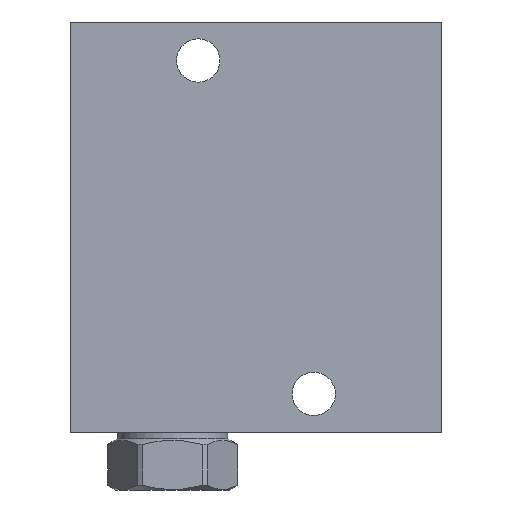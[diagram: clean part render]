
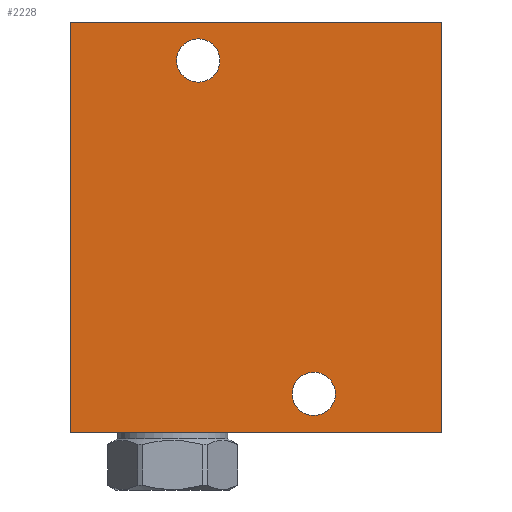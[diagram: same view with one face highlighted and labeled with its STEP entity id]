
A CAD part, front view. The second image highlights one B-rep face of the part: STEP entity #2228.
In plain terms, the highlighted planar face has unit normal (0, -1, 0).
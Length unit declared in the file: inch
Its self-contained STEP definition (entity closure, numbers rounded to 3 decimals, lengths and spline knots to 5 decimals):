
#5=DIRECTION('',(1.,0.,0.));
#6=VECTOR('',#5,3.625);
#7=CARTESIAN_POINT('',(0.,-1.5,0.));
#8=LINE('',#7,#6);
#75=DIRECTION('',(0.,0.,1.));
#76=VECTOR('',#75,4.);
#77=CARTESIAN_POINT('',(3.625,-1.5,0.));
#78=LINE('',#77,#76);
#99=DIRECTION('',(0.,0.,1.));
#100=VECTOR('',#99,4.);
#101=CARTESIAN_POINT('',(0.,-1.5,0.));
#102=LINE('',#101,#100);
#103=CARTESIAN_POINT('',(1.25,-1.5,3.625));
#104=DIRECTION('',(0.,-1.,0.));
#105=DIRECTION('',(-1.,0.,0.));
#106=AXIS2_PLACEMENT_3D('',#103,#104,#105);
#108=CARTESIAN_POINT('',(1.25,-1.5,3.625));
#109=DIRECTION('',(0.,-1.,0.));
#110=DIRECTION('',(1.,0.,0.));
#111=AXIS2_PLACEMENT_3D('',#108,#109,#110);
#113=CARTESIAN_POINT('',(2.375,-1.5,0.375));
#114=DIRECTION('',(0.,-1.,0.));
#115=DIRECTION('',(-1.,0.,0.));
#116=AXIS2_PLACEMENT_3D('',#113,#114,#115);
#118=CARTESIAN_POINT('',(2.375,-1.5,0.375));
#119=DIRECTION('',(0.,-1.,0.));
#120=DIRECTION('',(1.,0.,0.));
#121=AXIS2_PLACEMENT_3D('',#118,#119,#120);
#135=DIRECTION('',(1.,0.,0.));
#136=VECTOR('',#135,3.625);
#137=CARTESIAN_POINT('',(0.,-1.5,4.));
#138=LINE('',#137,#136);
#1837=CARTESIAN_POINT('',(0.,-1.5,0.));
#1839=VERTEX_POINT('',#1837);
#1840=CARTESIAN_POINT('',(3.625,-1.5,0.));
#1841=VERTEX_POINT('',#1840);
#1845=CARTESIAN_POINT('',(0.,-1.5,4.));
#1847=VERTEX_POINT('',#1845);
#1848=CARTESIAN_POINT('',(3.625,-1.5,4.));
#1849=VERTEX_POINT('',#1848);
#1991=CARTESIAN_POINT('',(1.039,-1.5,3.625));
#1992=CARTESIAN_POINT('',(1.461,-1.5,3.625));
#1993=VERTEX_POINT('',#1991);
#1994=VERTEX_POINT('',#1992);
#1999=CARTESIAN_POINT('',(2.164,-1.5,0.375));
#2000=CARTESIAN_POINT('',(2.586,-1.5,0.375));
#2001=VERTEX_POINT('',#1999);
#2002=VERTEX_POINT('',#2000);
#2204=CARTESIAN_POINT('',(0.,-1.5,0.));
#2205=DIRECTION('',(0.,-1.,0.));
#2206=DIRECTION('',(1.,0.,0.));
#2207=AXIS2_PLACEMENT_3D('',#2204,#2205,#2206);
#2208=PLANE('',#2207);
#2209=ORIENTED_EDGE('',*,*,#2110,.F.);
#2210=ORIENTED_EDGE('',*,*,#2135,.T.);
#2212=ORIENTED_EDGE('',*,*,#2211,.T.);
#2213=ORIENTED_EDGE('',*,*,#2184,.F.);
#2214=EDGE_LOOP('',(#2209,#2210,#2212,#2213));
#2215=FACE_OUTER_BOUND('',#2214,.F.);
#2217=ORIENTED_EDGE('',*,*,#2216,.T.);
#2219=ORIENTED_EDGE('',*,*,#2218,.T.);
#2220=EDGE_LOOP('',(#2217,#2219));
#2221=FACE_BOUND('',#2220,.F.);
#2223=ORIENTED_EDGE('',*,*,#2222,.T.);
#2225=ORIENTED_EDGE('',*,*,#2224,.T.);
#2226=EDGE_LOOP('',(#2223,#2225));
#2227=FACE_BOUND('',#2226,.F.);
#2228=ADVANCED_FACE('',(#2215,#2221,#2227),#2208,.T.);
#107=CIRCLE('',#106,0.211);
#112=CIRCLE('',#111,0.211);
#117=CIRCLE('',#116,0.211);
#122=CIRCLE('',#121,0.211);
#2110=EDGE_CURVE('',#1839,#1841,#8,.T.);
#2135=EDGE_CURVE('',#1839,#1847,#102,.T.);
#2184=EDGE_CURVE('',#1841,#1849,#78,.T.);
#2211=EDGE_CURVE('',#1847,#1849,#138,.T.);
#2216=EDGE_CURVE('',#1993,#1994,#107,.T.);
#2218=EDGE_CURVE('',#1994,#1993,#112,.T.);
#2222=EDGE_CURVE('',#2001,#2002,#117,.T.);
#2224=EDGE_CURVE('',#2002,#2001,#122,.T.);
